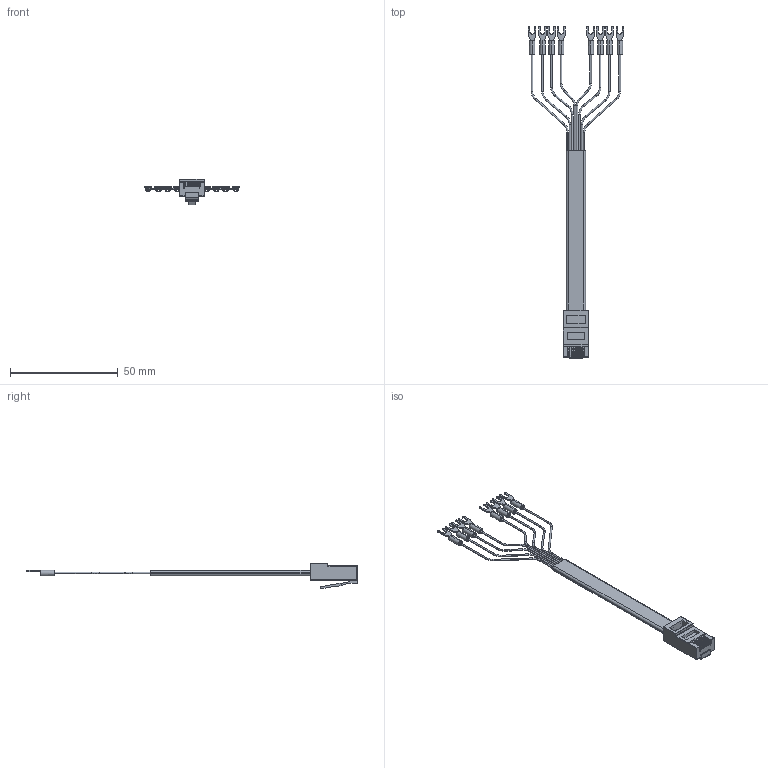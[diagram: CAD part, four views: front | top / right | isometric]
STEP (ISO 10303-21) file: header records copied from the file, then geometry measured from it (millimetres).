
FILE_DESCRIPTION (( 'STEP AP203' ), '1' );
FILE_NAME ('TDC004.STEP', '2006-06-23T20:21:22', ( 'lcom' ), ( 'lcom' ), 'SwSTEP 2.0', 'SolidWorks 2006004', '' );
FILE_SCHEMA (( 'CONFIG_CONTROL_DESIGN' ));
Length unit declared in the file: inch
Products named in the file (4): TDC004; 3AB16-013; TSP3088; TDB6-PROD_8 COND FLAT CABLE
Assembly tree (10 placements, depth 2):
  TDC004
    3AB16-013  x8
    TSP3088
    TDB6-PROD_8 COND FLAT CABLE
Bounding box: 44.2 x 153.75 x 11.96 mm (x, y, z)
Volume: 3379.5 mm3; surface area: 5593.5 mm2
Topology: 10 solids, 10 shells, 509 faces, 1260 edges, 785 vertices
Faces by surface type: plane 246, cylinder 200, torus 36, bspline 17, sphere 10
Entity records: 12394 total; most frequent: CARTESIAN_POINT 3378, DIRECTION 1824, ORIENTED_EDGE 1702, EDGE_CURVE 851, AXIS2_PLACEMENT_3D 663, VERTEX_POINT 533, VECTOR 498, LINE 498
